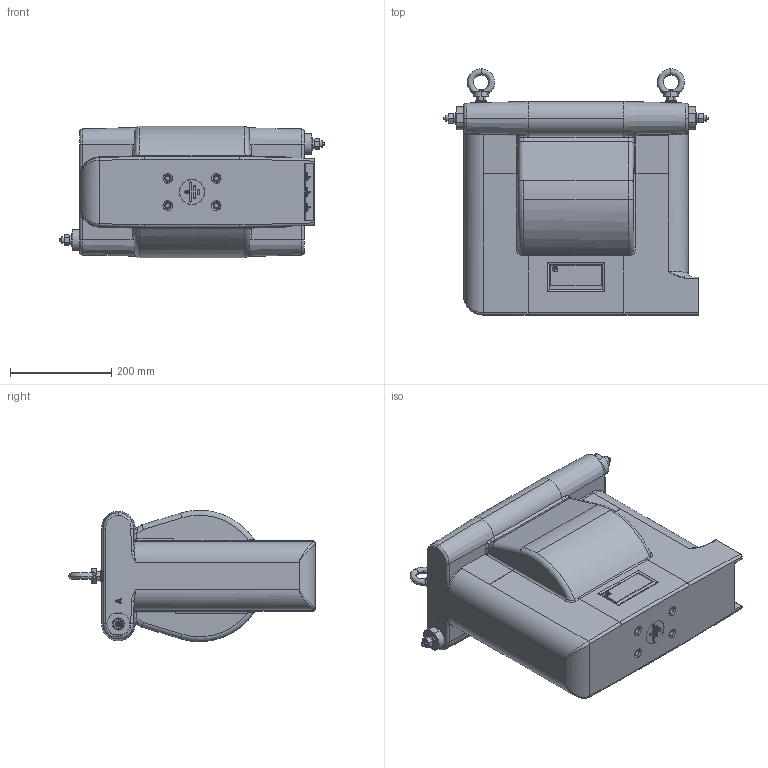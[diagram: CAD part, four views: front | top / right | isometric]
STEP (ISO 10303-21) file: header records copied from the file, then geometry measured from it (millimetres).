
FILE_DESCRIPTION (( 'STEP AP203' ), '1' );
FILE_NAME ('恂旆-2,5-20.STEP', '2022-08-01T09:57:17', ( '' ), ( '' ), 'SwSTEP 2.0', 'SolidWorks 2010', '' );
FILE_SCHEMA (( 'CONFIG_CONTROL_DESIGN' ));
Length unit declared in the file: millimetre
Products named in the file (1): 恂旆-2,5-20
Bounding box: 524.21 x 487.24 x 260 mm (x, y, z)
Surface area: 771474.5 mm2 (no closed solid volume)
Topology: 0 solids, 48 shells, 519 faces, 1618 edges, 1102 vertices
Faces by surface type: plane 197, cylinder 136, cone 93, bspline 65, torus 16, sphere 12
Entity records: 24111 total; most frequent: CARTESIAN_POINT 10301, DIRECTION 2868, ORIENTED_EDGE 2665, EDGE_CURVE 1609, VERTEX_POINT 1102, AXIS2_PLACEMENT_3D 1097, VECTOR 674, LINE 674
